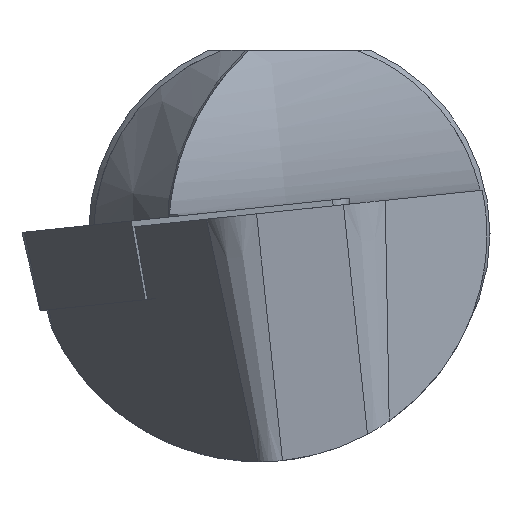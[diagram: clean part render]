
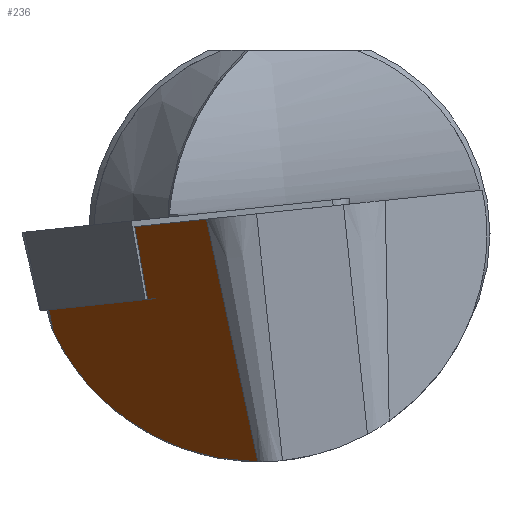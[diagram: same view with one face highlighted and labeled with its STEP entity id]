
A CAD part, left-side view. The second image highlights one B-rep face of the part: STEP entity #236.
In plain terms, the highlighted planar face has unit normal (-0.526, 0.824, -0.209).
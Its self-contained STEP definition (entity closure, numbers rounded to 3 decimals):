
#137=ELLIPSE('',#803,21.569,11.35);
#150=LINE('',#1541,#187);
#154=LINE('',#1568,#191);
#155=LINE('',#1584,#192);
#156=LINE('',#1587,#193);
#187=VECTOR('',#908,1.);
#191=VECTOR('',#928,1.);
#192=VECTOR('',#931,1.);
#193=VECTOR('',#934,1.);
#236=ADVANCED_FACE('',(#291),#258,.F.);
#258=PLANE('',#804);
#291=FACE_OUTER_BOUND('',#330,.T.);
#330=EDGE_LOOP('',(#501,#502,#503,#504,#505,#506));
#368=B_SPLINE_CURVE_WITH_KNOTS('',3,(#1262,#1263,#1264,#1265),
 .UNSPECIFIED.,.F.,.F.,(4,4),(0.,1.),.UNSPECIFIED.);
#501=ORIENTED_EDGE('',*,*,#712,.T.);
#502=ORIENTED_EDGE('',*,*,#701,.T.);
#503=ORIENTED_EDGE('',*,*,#713,.T.);
#504=ORIENTED_EDGE('',*,*,#710,.F.);
#505=ORIENTED_EDGE('',*,*,#690,.T.);
#506=ORIENTED_EDGE('',*,*,#714,.T.);
#610=VERTEX_POINT('',#1261);
#611=VERTEX_POINT('',#1266);
#618=VERTEX_POINT('',#1540);
#619=VERTEX_POINT('',#1542);
#624=VERTEX_POINT('',#1569);
#625=VERTEX_POINT('',#1585);
#690=EDGE_CURVE('',#611,#610,#368,.T.);
#701=EDGE_CURVE('',#619,#618,#150,.T.);
#710=EDGE_CURVE('',#611,#624,#154,.T.);
#712=EDGE_CURVE('',#625,#619,#155,.T.);
#713=EDGE_CURVE('',#618,#624,#137,.T.);
#714=EDGE_CURVE('',#610,#625,#156,.T.);
#803=AXIS2_PLACEMENT_3D('',#1586,#932,#933);
#804=AXIS2_PLACEMENT_3D('',#1588,#935,#936);
#908=DIRECTION('',(0.065,-0.207,-0.976));
#928=DIRECTION('',(0.065,-0.207,-0.976));
#931=DIRECTION('',(0.848,0.527,-0.055));
#932=DIRECTION('',(-0.526,0.824,-0.209));
#933=DIRECTION('',(-0.85,-0.51,0.129));
#934=DIRECTION('',(0.118,-0.173,-0.978));
#935=DIRECTION('',(0.526,-0.824,0.209));
#936=DIRECTION('',(-0.843,-0.538,0.));
#1261=CARTESIAN_POINT('',(7.17,7.695,0.359));
#1262=CARTESIAN_POINT('',(1.429,4.125,0.735));
#1263=CARTESIAN_POINT('',(3.343,5.315,0.609));
#1264=CARTESIAN_POINT('',(5.257,6.505,0.484));
#1265=CARTESIAN_POINT('',(7.17,7.695,0.359));
#1266=CARTESIAN_POINT('',(1.429,4.125,0.735));
#1540=CARTESIAN_POINT('',(15.594,11.739,-4.898));
#1541=CARTESIAN_POINT('',(15.261,12.802,0.126));
#1542=CARTESIAN_POINT('',(15.52,11.976,-3.779));
#1568=CARTESIAN_POINT('',(1.41,4.188,1.031));
#1569=CARTESIAN_POINT('',(2.229,1.569,-11.35));
#1584=CARTESIAN_POINT('',(1.668,3.362,-2.874));
#1585=CARTESIAN_POINT('',(7.608,7.056,-3.262));
#1586=CARTESIAN_POINT('',(-2.391,1.5,0.));
#1587=CARTESIAN_POINT('',(7.084,7.822,1.075));
#1588=CARTESIAN_POINT('',(1.41,4.188,1.031));
